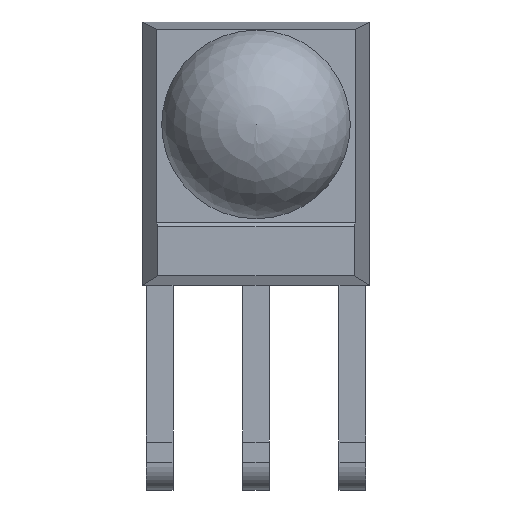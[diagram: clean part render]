
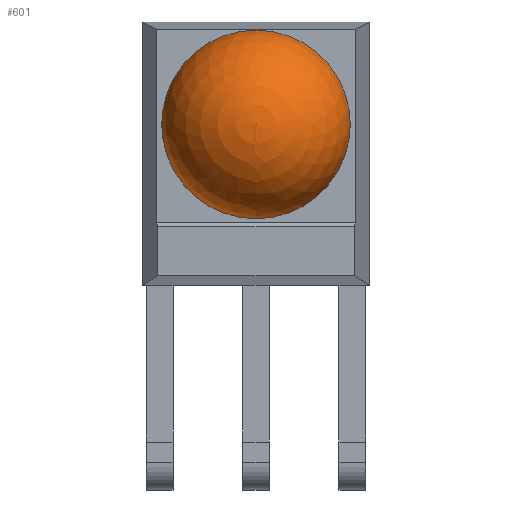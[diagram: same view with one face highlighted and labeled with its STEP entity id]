
A CAD part, front view. The second image highlights one B-rep face of the part: STEP entity #601.
In plain terms, the highlighted spherical face has radius 2.5 mm.
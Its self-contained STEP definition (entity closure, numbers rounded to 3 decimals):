
#285 = EDGE_CURVE('',#286,#286,#288,.T.);
#286 = VERTEX_POINT('',#287);
#287 = CARTESIAN_POINT('',(0.,-3.9,25.308));
#288 = CIRCLE('',#289,2.488);
#289 = AXIS2_PLACEMENT_3D('',#290,#291,#292);
#290 = CARTESIAN_POINT('',(0.,-3.9,27.796));
#291 = DIRECTION('',(0.,1.,0.));
#292 = DIRECTION('',(0.,0.,-1.));
#601 = ADVANCED_FACE('',(#602),#615,.T.);
#602 = FACE_BOUND('',#603,.T.);
#603 = EDGE_LOOP('',(#604,#613,#614));
#604 = ORIENTED_EDGE('',*,*,#605,.F.);
#605 = EDGE_CURVE('',#606,#286,#608,.T.);
#606 = VERTEX_POINT('',#607);
#607 = CARTESIAN_POINT('',(0.,-6.154,27.796));
#608 = CIRCLE('',#609,2.5);
#609 = AXIS2_PLACEMENT_3D('',#610,#611,#612);
#610 = CARTESIAN_POINT('',(0.,-3.654,27.796));
#611 = DIRECTION('',(1.,0.,0.));
#612 = DIRECTION('',(0.,1.,0.));
#613 = ORIENTED_EDGE('',*,*,#605,.T.);
#614 = ORIENTED_EDGE('',*,*,#285,.F.);
#615 = SPHERICAL_SURFACE('',#616,2.5);
#616 = AXIS2_PLACEMENT_3D('',#617,#618,#619);
#617 = CARTESIAN_POINT('',(0.,-3.654,27.796));
#618 = DIRECTION('',(0.,1.,0.));
#619 = DIRECTION('',(0.,0.,-1.));
